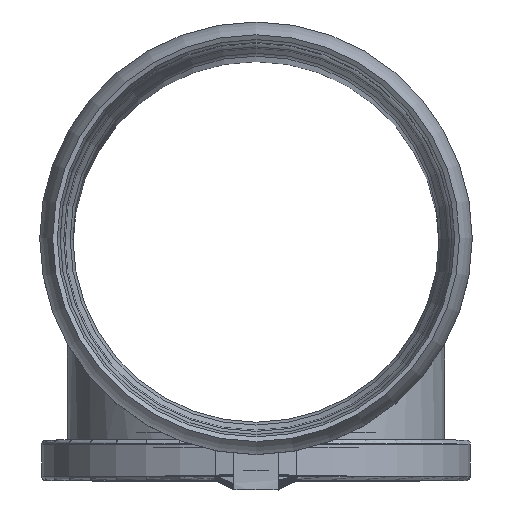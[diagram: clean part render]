
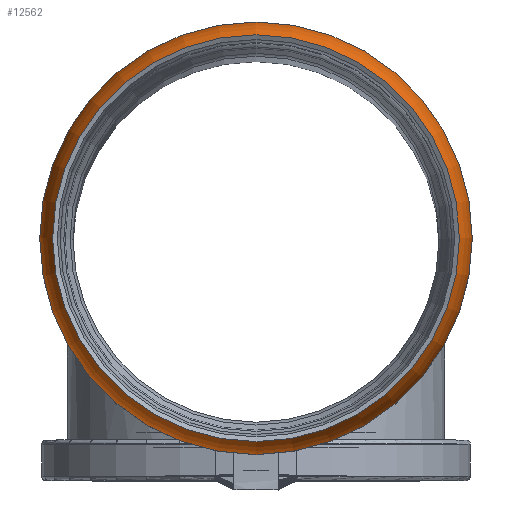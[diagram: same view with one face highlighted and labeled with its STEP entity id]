
A CAD part, top view. The second image highlights one B-rep face of the part: STEP entity #12562.
In plain terms, the highlighted toroidal (fillet/blend) face has major radius 340 mm and minor radius 245 mm.
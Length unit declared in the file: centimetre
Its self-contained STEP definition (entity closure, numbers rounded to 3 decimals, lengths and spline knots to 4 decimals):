
#672=TOROIDAL_SURFACE('',#13154,34.,24.5);
#4003=FACE_OUTER_BOUND('',#4685,.T.);
#4685=EDGE_LOOP('',(#11449,#11450,#11451,#11452,#11453,#11454));
#5044=CIRCLE('',#13152,55.0117);
#5045=CIRCLE('',#13153,55.0117);
#5046=CIRCLE('',#13155,58.5);
#5047=CIRCLE('',#13156,58.5);
#5048=CIRCLE('',#13157,24.5);
#6303=VERTEX_POINT('',#34122);
#6304=VERTEX_POINT('',#34124);
#6305=VERTEX_POINT('',#34128);
#6306=VERTEX_POINT('',#34129);
#8036=EDGE_CURVE('',#6304,#6303,#5044,.T.);
#8037=EDGE_CURVE('',#6303,#6304,#5045,.T.);
#8038=EDGE_CURVE('',#6305,#6306,#5046,.T.);
#8039=EDGE_CURVE('',#6306,#6305,#5047,.T.);
#8040=EDGE_CURVE('',#6306,#6304,#5048,.T.);
#11449=ORIENTED_EDGE('',*,*,#8038,.F.);
#11450=ORIENTED_EDGE('',*,*,#8039,.F.);
#11451=ORIENTED_EDGE('',*,*,#8040,.T.);
#11452=ORIENTED_EDGE('',*,*,#8036,.T.);
#11453=ORIENTED_EDGE('',*,*,#8037,.T.);
#11454=ORIENTED_EDGE('',*,*,#8040,.F.);
#12562=ADVANCED_FACE('',(#4003),#672,.T.);
#13152=AXIS2_PLACEMENT_3D('',#34125,#15547,#15548);
#13153=AXIS2_PLACEMENT_3D('',#34126,#15549,#15550);
#13154=AXIS2_PLACEMENT_3D('',#34127,#15551,#15552);
#13155=AXIS2_PLACEMENT_3D('',#34130,#15553,#15554);
#13156=AXIS2_PLACEMENT_3D('',#34131,#15555,#15556);
#13157=AXIS2_PLACEMENT_3D('',#34132,#15557,#15558);
#15547=DIRECTION('center_axis',(0.,0.,
-1.));
#15548=DIRECTION('ref_axis',(1.,0.,0.));
#15549=DIRECTION('center_axis',(0.,0.,
-1.));
#15550=DIRECTION('ref_axis',(1.,0.,0.));
#15551=DIRECTION('center_axis',(0.,0.,
-1.));
#15552=DIRECTION('ref_axis',(0.,1.,0.));
#15553=DIRECTION('center_axis',(0.,0.,
-1.));
#15554=DIRECTION('ref_axis',(1.,0.,0.));
#15555=DIRECTION('center_axis',(0.,0.,
-1.));
#15556=DIRECTION('ref_axis',(1.,0.,0.));
#15557=DIRECTION('center_axis',(-1.,0.,0.));
#15558=DIRECTION('ref_axis',(0.,-1.,0.));
#34122=CARTESIAN_POINT('',(-55.0117,0.,1000.));
#34124=CARTESIAN_POINT('',(0.,-55.0117,1000.));
#34125=CARTESIAN_POINT('Origin',(0.,0.,
1000.));
#34126=CARTESIAN_POINT('Origin',(0.,0.,
1000.));
#34127=CARTESIAN_POINT('Origin',(0.,0.,987.4));
#34128=CARTESIAN_POINT('',(-58.5,0.,987.4));
#34129=CARTESIAN_POINT('',(0.,-58.5,987.4));
#34130=CARTESIAN_POINT('Origin',(0.,0.,987.4));
#34131=CARTESIAN_POINT('Origin',(0.,0.,987.4));
#34132=CARTESIAN_POINT('Origin',(0.,-34.,987.4));
